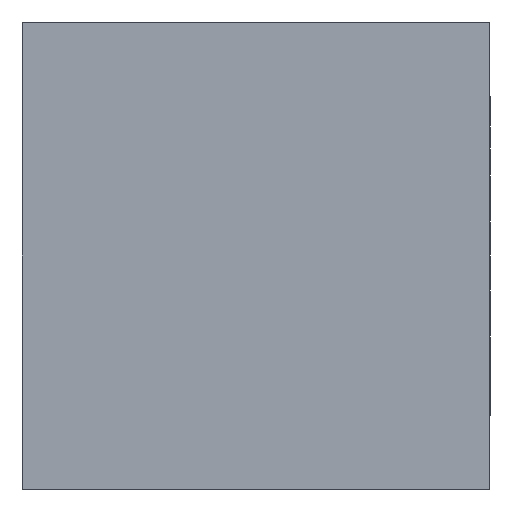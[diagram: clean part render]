
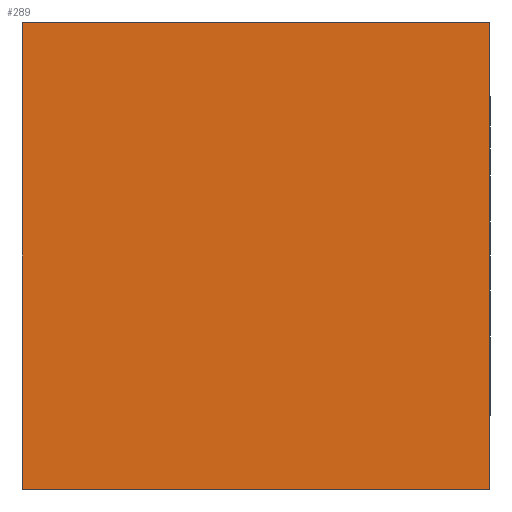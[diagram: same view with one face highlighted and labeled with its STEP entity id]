
A CAD part, left-side view. The second image highlights one B-rep face of the part: STEP entity #289.
In plain terms, the highlighted planar face has unit normal (-1, 0, 0).
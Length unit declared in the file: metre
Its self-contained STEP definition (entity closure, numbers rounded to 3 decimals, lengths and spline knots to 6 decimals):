
#289=ADVANCED_FACE('0:95',(#663),#664,.F.);
#663=FACE_OUTER_BOUND('',#1129,.T.);
#664=PLANE('',#1130);
#1129=EDGE_LOOP('',(#1755,#1756,#1757,#1758));
#1130=AXIS2_PLACEMENT_3D('',#1759,#1760,#1761);
#1755=ORIENTED_EDGE('',*,*,#2757,.F.);
#1756=ORIENTED_EDGE('',*,*,#2750,.T.);
#1757=ORIENTED_EDGE('',*,*,#2760,.F.);
#1758=ORIENTED_EDGE('',*,*,#2743,.F.);
#1759=CARTESIAN_POINT('',(-0.11125,-0.0255,0.051));
#1760=DIRECTION('',(1.0,0.0,0.));
#1761=DIRECTION('',(0.0,1.0,0.0));
#2743=EDGE_CURVE('0:164',#3228,#3230,#3231,.T.);
#2750=EDGE_CURVE('0:182',#3237,#3241,#3243,.T.);
#2757=EDGE_CURVE('0:188',#3237,#3228,#3250,.T.);
#2760=EDGE_CURVE('0:194',#3230,#3241,#3253,.T.);
#3228=VERTEX_POINT('',#3865);
#3230=VERTEX_POINT('',#3868);
#3231=LINE('',#3869,#3870);
#3237=VERTEX_POINT('',#3878);
#3241=VERTEX_POINT('',#3884);
#3243=LINE('',#3887,#3888);
#3250=LINE('',#3896,#3897);
#3253=LINE('',#3901,#3902);
#3865=CARTESIAN_POINT('',(-0.11125,0.0255,0.051));
#3868=CARTESIAN_POINT('',(-0.11125,-0.0255,0.051));
#3869=CARTESIAN_POINT('',(-0.11125,-0.0255,0.051));
#3870=VECTOR('',#4631,1.0);
#3878=CARTESIAN_POINT('',(-0.11125,0.0255,0.0));
#3884=CARTESIAN_POINT('',(-0.11125,-0.0255,0.0));
#3887=CARTESIAN_POINT('',(-0.11125,-0.0255,0.0));
#3888=VECTOR('',#4637,1.0);
#3896=CARTESIAN_POINT('',(-0.11125,0.0255,0.051));
#3897=VECTOR('',#4639,1.0);
#3901=CARTESIAN_POINT('',(-0.11125,-0.0255,0.051));
#3902=VECTOR('',#4641,1.0);
#4631=DIRECTION('',(0.0,-1.0,0.));
#4637=DIRECTION('',(0.0,-1.0,0.));
#4639=DIRECTION('',(0.,0.,1.0));
#4641=DIRECTION('',(0.,0.,-1.0));
